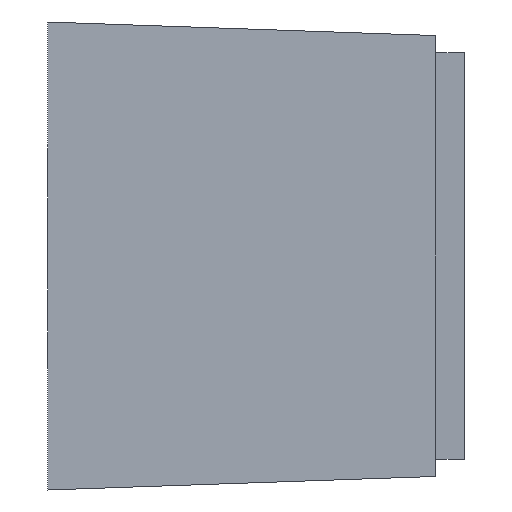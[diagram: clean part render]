
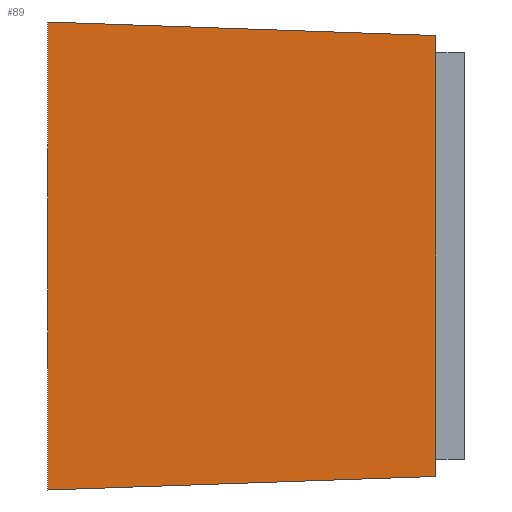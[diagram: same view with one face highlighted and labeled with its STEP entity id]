
A CAD part, front view. The second image highlights one B-rep face of the part: STEP entity #89.
In plain terms, the highlighted planar face has unit normal (0.035, -0.999, 0).
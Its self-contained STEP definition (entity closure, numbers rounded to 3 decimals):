
#66=FACE_OUTER_BOUND('',#248,.T.);
#89=ADVANCED_FACE('',(#66),#115,.T.);
#115=PLANE('',#516);
#136=LINE('',#743,#160);
#140=LINE('',#752,#164);
#143=LINE('',#764,#167);
#146=LINE('',#770,#170);
#160=VECTOR('',#606,1.);
#164=VECTOR('',#612,1.);
#167=VECTOR('',#623,1.);
#170=VECTOR('',#628,1.);
#248=EDGE_LOOP('',(#335,#336,#337,#338));
#335=ORIENTED_EDGE('',*,*,#448,.F.);
#336=ORIENTED_EDGE('',*,*,#435,.T.);
#337=ORIENTED_EDGE('',*,*,#439,.T.);
#338=ORIENTED_EDGE('',*,*,#445,.F.);
#391=VERTEX_POINT('',#744);
#392=VERTEX_POINT('',#745);
#395=VERTEX_POINT('',#753);
#400=VERTEX_POINT('',#765);
#435=EDGE_CURVE('',#391,#392,#136,.T.);
#439=EDGE_CURVE('',#392,#395,#140,.T.);
#445=EDGE_CURVE('',#400,#395,#143,.T.);
#448=EDGE_CURVE('',#391,#400,#146,.T.);
#516=AXIS2_PLACEMENT_3D('',#771,#629,#630);
#606=DIRECTION('',(0.,0.,1.));
#612=DIRECTION('',(-0.999,-0.035,0.035));
#623=DIRECTION('',(0.,0.,1.));
#628=DIRECTION('',(-0.999,-0.035,-0.035));
#629=DIRECTION('',(0.035,-0.999,0.));
#630=DIRECTION('',(0.999,0.035,0.));
#743=CARTESIAN_POINT('',(16.5,-20.524,-9.95));
#744=CARTESIAN_POINT('',(16.5,-20.524,-9.374));
#745=CARTESIAN_POINT('',(16.5,-20.524,9.374));
#752=CARTESIAN_POINT('',(0.693,-21.076,9.926));
#753=CARTESIAN_POINT('',(0.,-21.1,9.95));
#764=CARTESIAN_POINT('',(0.,-21.1,-9.95));
#765=CARTESIAN_POINT('',(0.,-21.1,-9.95));
#770=CARTESIAN_POINT('',(1.47,-21.049,-9.899));
#771=CARTESIAN_POINT('',(0.,-21.1,-9.95));
